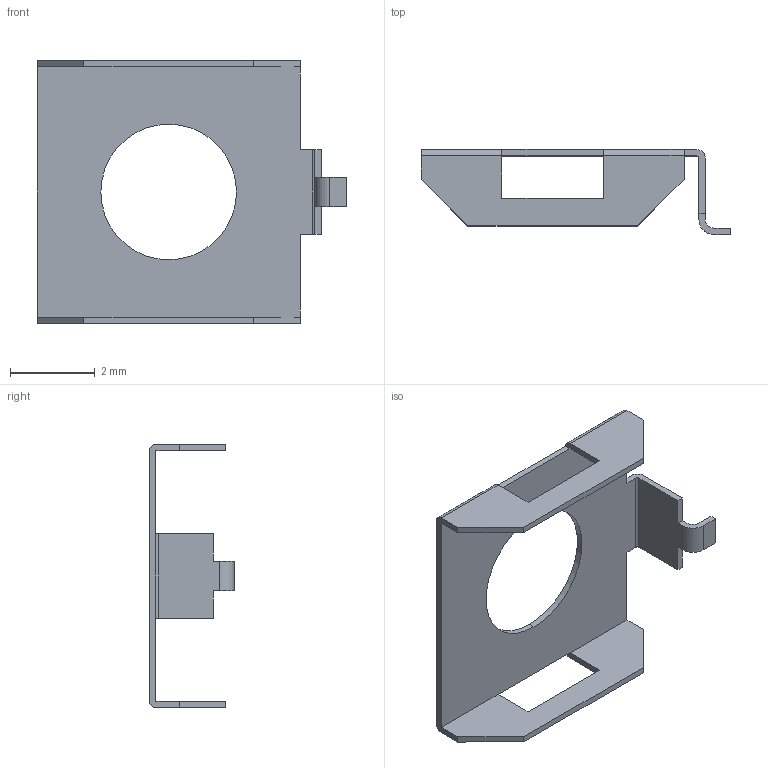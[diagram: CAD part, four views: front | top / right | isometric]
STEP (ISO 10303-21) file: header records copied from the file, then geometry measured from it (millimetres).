
FILE_DESCRIPTION (( 'STEP AP203' ), '1' );
FILE_NAME ('micro RESET.step', '2019-10-07T21:31:48', ( '' ), ( '' ), 'SwSTEP 2.0', 'SolidWorks 2017', '' );
FILE_SCHEMA (( 'CONFIG_CONTROL_DESIGN' ));
Length unit declared in the file: millimetre
Products named in the file (1): micro RESET
Bounding box: 7.3 x 2 x 6.2 mm (x, y, z)
Volume: 7 mm3; surface area: 102.7 mm2
Topology: 1 solids, 1 shells, 44 faces, 130 edges, 84 vertices
Faces by surface type: plane 34, cylinder 10
Entity records: 1539 total; most frequent: ORIENTED_EDGE 260, CARTESIAN_POINT 259, DIRECTION 240, EDGE_CURVE 130, VECTOR 110, LINE 110, VERTEX_POINT 84, AXIS2_PLACEMENT_3D 65
